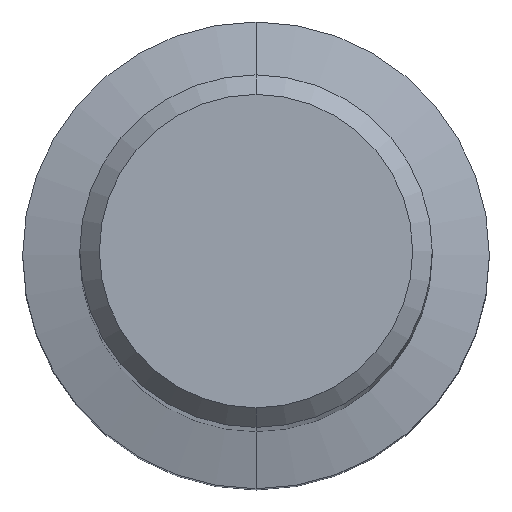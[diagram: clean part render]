
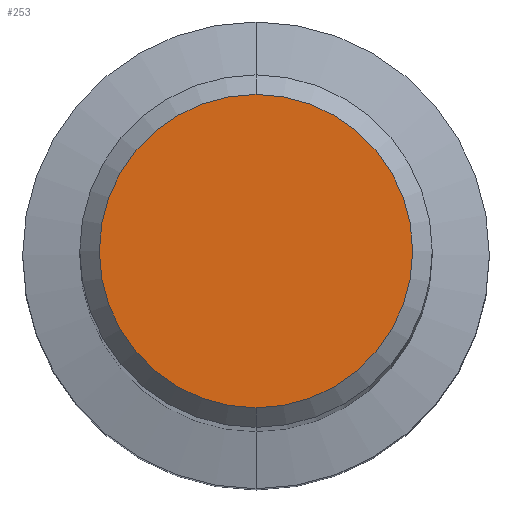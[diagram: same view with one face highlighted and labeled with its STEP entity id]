
A CAD part, top view. The second image highlights one B-rep face of the part: STEP entity #253.
In plain terms, the highlighted planar face has unit normal (0, 0, 1).
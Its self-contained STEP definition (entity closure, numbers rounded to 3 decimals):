
#139=EDGE_CURVE('',#265,#217,#341,.T.);
#217=VERTEX_POINT('',#428);
#249=EDGE_CURVE('',#217,#265,#465,.T.);
#253=ADVANCED_FACE('',(#469),#470,.T.);
#265=VERTEX_POINT('',#483);
#341=CIRCLE('',#561,4.8);
#428=CARTESIAN_POINT('',(0.,-4.8,0.0));
#465=CIRCLE('',#723,4.8);
#469=FACE_OUTER_BOUND('',#727,.T.);
#470=PLANE('',#728);
#483=CARTESIAN_POINT('',(0.0,4.8,0.0));
#561=AXIS2_PLACEMENT_3D('',#825,#826,#827);
#723=AXIS2_PLACEMENT_3D('',#981,#982,#983);
#727=EDGE_LOOP('',(#985,#986));
#728=AXIS2_PLACEMENT_3D('',#987,#988,#989);
#825=CARTESIAN_POINT('',(0.0,0.0,0.0));
#826=DIRECTION('',(0.0,0.0,-1.0));
#827=DIRECTION('',(0.0,1.0,0.0));
#981=CARTESIAN_POINT('',(0.0,0.0,0.0));
#982=DIRECTION('',(0.0,0.0,-1.0));
#983=DIRECTION('',(0.0,1.0,0.0));
#985=ORIENTED_EDGE('',*,*,#139,.F.);
#986=ORIENTED_EDGE('',*,*,#249,.F.);
#987=CARTESIAN_POINT('',(0.0,2.4,0.0));
#988=DIRECTION('',(-0.0,0.0,1.0));
#989=DIRECTION('',(0.0,-1.0,0.0));
